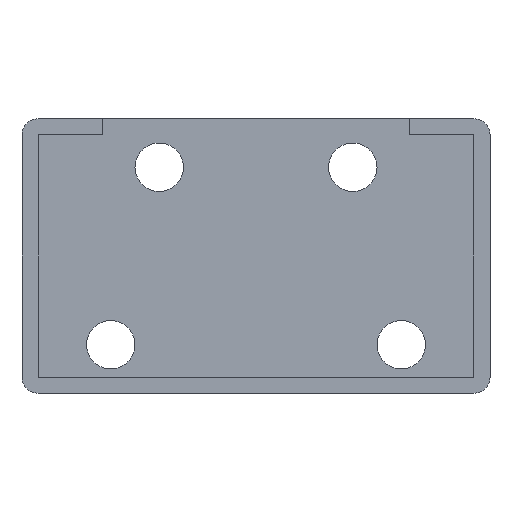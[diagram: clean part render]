
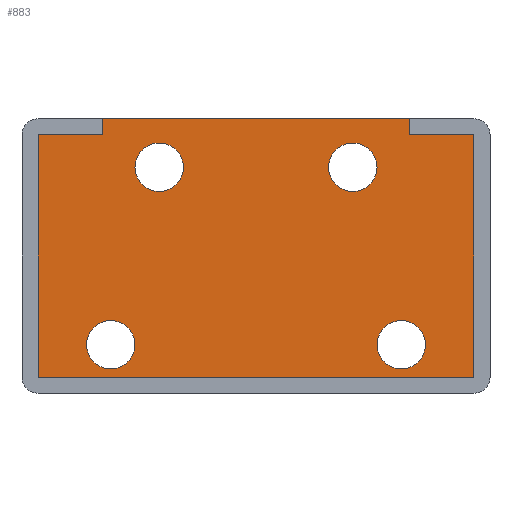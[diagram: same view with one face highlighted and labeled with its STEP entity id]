
A CAD part, front view. The second image highlights one B-rep face of the part: STEP entity #883.
In plain terms, the highlighted planar face has unit normal (0, -1, 0).
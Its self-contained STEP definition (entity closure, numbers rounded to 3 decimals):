
#29 = LINE ( 'NONE', #1457, #812 ) ;
#40 = FACE_BOUND ( 'NONE', #1974, .T. ) ;
#49 = EDGE_CURVE ( 'NONE', #816, #1857, #1603, .T. ) ;
#51 = DIRECTION ( 'NONE',  ( 0., 1., 0. ) ) ;
#88 = VERTEX_POINT ( 'NONE', #2314 ) ;
#122 = DIRECTION ( 'NONE',  ( 0., 0., 1. ) ) ;
#132 = CARTESIAN_POINT ( 'NONE',  ( 9.5, 0., 2.5 ) ) ;
#137 = VERTEX_POINT ( 'NONE', #872 ) ;
#159 = DIRECTION ( 'NONE',  ( 0., 1., 0. ) ) ;
#162 = DIRECTION ( 'NONE',  ( -1., 0., 0. ) ) ;
#171 = VERTEX_POINT ( 'NONE', #309 ) ;
#178 = LINE ( 'NONE', #1967, #573 ) ;
#180 = CIRCLE ( 'NONE', #2116, 1.5 ) ;
#209 = CIRCLE ( 'NONE', #2113, 1.5 ) ;
#227 = CARTESIAN_POINT ( 'NONE',  ( 9., 0., -5.5 ) ) ;
#244 = ORIENTED_EDGE ( 'NONE', *, *, #2266, .T. ) ;
#256 = VERTEX_POINT ( 'NONE', #346 ) ;
#296 = EDGE_CURVE ( 'NONE', #137, #171, #178, .T. ) ;
#309 = CARTESIAN_POINT ( 'NONE',  ( -13.5, 0., 7.5 ) ) ;
#320 = CARTESIAN_POINT ( 'NONE',  ( 9.5, 0., 7.5 ) ) ;
#324 = EDGE_LOOP ( 'NONE', ( #1377, #1219 ) ) ;
#343 = EDGE_CURVE ( 'NONE', #171, #637, #1229, .T. ) ;
#346 = CARTESIAN_POINT ( 'NONE',  ( -9., 0., -7. ) ) ;
#352 = DIRECTION ( 'NONE',  ( 0., 0., 1. ) ) ;
#369 = DIRECTION ( 'NONE',  ( 0., 0., 1. ) ) ;
#373 = DIRECTION ( 'NONE',  ( 0., 1., 0. ) ) ;
#382 = FACE_BOUND ( 'NONE', #1055, .T. ) ;
#383 = AXIS2_PLACEMENT_3D ( 'NONE', #1080, #373, #1642 ) ;
#399 = AXIS2_PLACEMENT_3D ( 'NONE', #1525, #2027, #1674 ) ;
#404 = VECTOR ( 'NONE', #2041, 1000. ) ;
#417 = AXIS2_PLACEMENT_3D ( 'NONE', #727, #2296, #1570 ) ;
#418 = DIRECTION ( 'NONE',  ( 0., 1., 0. ) ) ;
#441 = ORIENTED_EDGE ( 'NONE', *, *, #508, .F. ) ;
#450 = ORIENTED_EDGE ( 'NONE', *, *, #1949, .T. ) ;
#473 = CARTESIAN_POINT ( 'NONE',  ( 6., 0., 4. ) ) ;
#508 = EDGE_CURVE ( 'NONE', #2098, #1091, #680, .T. ) ;
#536 = CARTESIAN_POINT ( 'NONE',  ( -9.5, 0., 2.5 ) ) ;
#542 = DIRECTION ( 'NONE',  ( 0., 0., 1. ) ) ;
#544 = FACE_BOUND ( 'NONE', #1563, .T. ) ;
#573 = VECTOR ( 'NONE', #369, 1000. ) ;
#577 = DIRECTION ( 'NONE',  ( 0., 0., 1. ) ) ;
#614 = ORIENTED_EDGE ( 'NONE', *, *, #2279, .T. ) ;
#628 = CARTESIAN_POINT ( 'NONE',  ( -9., 0., -5.5 ) ) ;
#637 = VERTEX_POINT ( 'NONE', #2243 ) ;
#646 = CARTESIAN_POINT ( 'NONE',  ( 6., 0., 7. ) ) ;
#680 = LINE ( 'NONE', #756, #404 ) ;
#691 = EDGE_CURVE ( 'NONE', #637, #1857, #862, .T. ) ;
#716 = CIRCLE ( 'NONE', #1124, 1.5 ) ;
#717 = CARTESIAN_POINT ( 'NONE',  ( 13.5, 0., 0. ) ) ;
#727 = CARTESIAN_POINT ( 'NONE',  ( 6., 0., 5.5 ) ) ;
#753 = CIRCLE ( 'NONE', #383, 1.5 ) ;
#755 = CARTESIAN_POINT ( 'NONE',  ( 13.5, 0., 7.5 ) ) ;
#756 = CARTESIAN_POINT ( 'NONE',  ( 0., 0., 7.5 ) ) ;
#795 = ORIENTED_EDGE ( 'NONE', *, *, #2140, .T. ) ;
#799 = DIRECTION ( 'NONE',  ( 0., 1., 0. ) ) ;
#809 = VECTOR ( 'NONE', #845, 1000. ) ;
#812 = VECTOR ( 'NONE', #1992, 1000. ) ;
#816 = VERTEX_POINT ( 'NONE', #1622 ) ;
#823 = EDGE_CURVE ( 'NONE', #2316, #1199, #871, .T. ) ;
#834 = DIRECTION ( 'NONE',  ( 0., 1., 0. ) ) ;
#839 = DIRECTION ( 'NONE',  ( 1., 0., 0. ) ) ;
#845 = DIRECTION ( 'NONE',  ( 0., 0., 1. ) ) ;
#850 = ORIENTED_EDGE ( 'NONE', *, *, #869, .T. ) ;
#853 = EDGE_CURVE ( 'NONE', #88, #256, #753, .T. ) ;
#862 = LINE ( 'NONE', #536, #979 ) ;
#869 = EDGE_CURVE ( 'NONE', #1129, #995, #180, .T. ) ;
#871 = CIRCLE ( 'NONE', #1863, 1.5 ) ;
#872 = CARTESIAN_POINT ( 'NONE',  ( -13.5, 0., -7.5 ) ) ;
#883 = ADVANCED_FACE ( 'NONE', ( #1114, #544, #382, #40, #2163 ), #1824, .F. ) ;
#900 = CARTESIAN_POINT ( 'NONE',  ( -9.5, 0., 8.5 ) ) ;
#937 = VECTOR ( 'NONE', #542, 1000. ) ;
#979 = VECTOR ( 'NONE', #352, 1000. ) ;
#981 = EDGE_CURVE ( 'NONE', #1647, #1502, #1883, .T. ) ;
#995 = VERTEX_POINT ( 'NONE', #1539 ) ;
#1020 = LINE ( 'NONE', #132, #809 ) ;
#1055 = EDGE_LOOP ( 'NONE', ( #614, #1991 ) ) ;
#1080 = CARTESIAN_POINT ( 'NONE',  ( -9., 0., -5.5 ) ) ;
#1090 = AXIS2_PLACEMENT_3D ( 'NONE', #2299, #159, #2107 ) ;
#1091 = VERTEX_POINT ( 'NONE', #755 ) ;
#1104 = AXIS2_PLACEMENT_3D ( 'NONE', #1803, #51, #577 ) ;
#1105 = VERTEX_POINT ( 'NONE', #1837 ) ;
#1114 = FACE_OUTER_BOUND ( 'NONE', #1820, .T. ) ;
#1117 = ORIENTED_EDGE ( 'NONE', *, *, #343, .F. ) ;
#1119 = CARTESIAN_POINT ( 'NONE',  ( 9., 0., -7. ) ) ;
#1124 = AXIS2_PLACEMENT_3D ( 'NONE', #1889, #799, #122 ) ;
#1129 = VERTEX_POINT ( 'NONE', #1119 ) ;
#1162 = EDGE_CURVE ( 'NONE', #137, #1105, #29, .T. ) ;
#1170 = VECTOR ( 'NONE', #839, 1000. ) ;
#1199 = VERTEX_POINT ( 'NONE', #2040 ) ;
#1219 = ORIENTED_EDGE ( 'NONE', *, *, #981, .T. ) ;
#1229 = LINE ( 'NONE', #1956, #1170 ) ;
#1235 = CIRCLE ( 'NONE', #417, 1.5 ) ;
#1341 = DIRECTION ( 'NONE',  ( 0., 0., 1. ) ) ;
#1348 = ORIENTED_EDGE ( 'NONE', *, *, #49, .T. ) ;
#1377 = ORIENTED_EDGE ( 'NONE', *, *, #2045, .T. ) ;
#1457 = CARTESIAN_POINT ( 'NONE',  ( 0., 0., -7.5 ) ) ;
#1486 = ORIENTED_EDGE ( 'NONE', *, *, #823, .T. ) ;
#1502 = VERTEX_POINT ( 'NONE', #473 ) ;
#1525 = CARTESIAN_POINT ( 'NONE',  ( 6., 0., 5.5 ) ) ;
#1539 = CARTESIAN_POINT ( 'NONE',  ( 9., 0., -4. ) ) ;
#1563 = EDGE_LOOP ( 'NONE', ( #850, #450 ) ) ;
#1570 = DIRECTION ( 'NONE',  ( 0., 0., 1. ) ) ;
#1603 = LINE ( 'NONE', #900, #1979 ) ;
#1609 = LINE ( 'NONE', #717, #937 ) ;
#1622 = CARTESIAN_POINT ( 'NONE',  ( 9.5, 0., 8.5 ) ) ;
#1629 = CARTESIAN_POINT ( 'NONE',  ( -9.5, 0., 8.5 ) ) ;
#1642 = DIRECTION ( 'NONE',  ( 0., 0., 1. ) ) ;
#1647 = VERTEX_POINT ( 'NONE', #646 ) ;
#1653 = DIRECTION ( 'NONE',  ( 0., 0., 1. ) ) ;
#1674 = DIRECTION ( 'NONE',  ( 0., 0., 1. ) ) ;
#1722 = EDGE_CURVE ( 'NONE', #1199, #2316, #2013, .T. ) ;
#1752 = ORIENTED_EDGE ( 'NONE', *, *, #691, .F. ) ;
#1777 = CARTESIAN_POINT ( 'NONE',  ( -6., 0., 7. ) ) ;
#1803 = CARTESIAN_POINT ( 'NONE',  ( 0., 0., 0. ) ) ;
#1820 = EDGE_LOOP ( 'NONE', ( #1752, #1117, #1983, #2267, #795, #441, #244, #1348 ) ) ;
#1824 = PLANE ( 'NONE',  #1104 ) ;
#1832 = DIRECTION ( 'NONE',  ( 0., 0., 1. ) ) ;
#1837 = CARTESIAN_POINT ( 'NONE',  ( 13.5, 0., -7.5 ) ) ;
#1857 = VERTEX_POINT ( 'NONE', #1629 ) ;
#1863 = AXIS2_PLACEMENT_3D ( 'NONE', #2186, #1982, #1832 ) ;
#1883 = CIRCLE ( 'NONE', #399, 1.5 ) ;
#1889 = CARTESIAN_POINT ( 'NONE',  ( 9., 0., -5.5 ) ) ;
#1949 = EDGE_CURVE ( 'NONE', #995, #1129, #716, .T. ) ;
#1956 = CARTESIAN_POINT ( 'NONE',  ( 0., 0., 7.5 ) ) ;
#1967 = CARTESIAN_POINT ( 'NONE',  ( -13.5, 0., 0. ) ) ;
#1974 = EDGE_LOOP ( 'NONE', ( #2156, #1486 ) ) ;
#1979 = VECTOR ( 'NONE', #162, 1000. ) ;
#1982 = DIRECTION ( 'NONE',  ( 0., 1., 0. ) ) ;
#1983 = ORIENTED_EDGE ( 'NONE', *, *, #296, .F. ) ;
#1991 = ORIENTED_EDGE ( 'NONE', *, *, #853, .T. ) ;
#1992 = DIRECTION ( 'NONE',  ( 1., 0., 0. ) ) ;
#2013 = CIRCLE ( 'NONE', #1090, 1.5 ) ;
#2027 = DIRECTION ( 'NONE',  ( 0., 1., 0. ) ) ;
#2040 = CARTESIAN_POINT ( 'NONE',  ( -6., 0., 4. ) ) ;
#2041 = DIRECTION ( 'NONE',  ( 1., 0., 0. ) ) ;
#2045 = EDGE_CURVE ( 'NONE', #1502, #1647, #1235, .T. ) ;
#2098 = VERTEX_POINT ( 'NONE', #320 ) ;
#2107 = DIRECTION ( 'NONE',  ( 0., 0., 1. ) ) ;
#2113 = AXIS2_PLACEMENT_3D ( 'NONE', #628, #834, #1341 ) ;
#2116 = AXIS2_PLACEMENT_3D ( 'NONE', #227, #418, #1653 ) ;
#2140 = EDGE_CURVE ( 'NONE', #1105, #1091, #1609, .T. ) ;
#2156 = ORIENTED_EDGE ( 'NONE', *, *, #1722, .T. ) ;
#2163 = FACE_BOUND ( 'NONE', #324, .T. ) ;
#2186 = CARTESIAN_POINT ( 'NONE',  ( -6., 0., 5.5 ) ) ;
#2243 = CARTESIAN_POINT ( 'NONE',  ( -9.5, 0., 7.5 ) ) ;
#2266 = EDGE_CURVE ( 'NONE', #2098, #816, #1020, .T. ) ;
#2267 = ORIENTED_EDGE ( 'NONE', *, *, #1162, .T. ) ;
#2279 = EDGE_CURVE ( 'NONE', #256, #88, #209, .T. ) ;
#2296 = DIRECTION ( 'NONE',  ( 0., 1., 0. ) ) ;
#2299 = CARTESIAN_POINT ( 'NONE',  ( -6., 0., 5.5 ) ) ;
#2314 = CARTESIAN_POINT ( 'NONE',  ( -9., 0., -4. ) ) ;
#2316 = VERTEX_POINT ( 'NONE', #1777 ) ;
